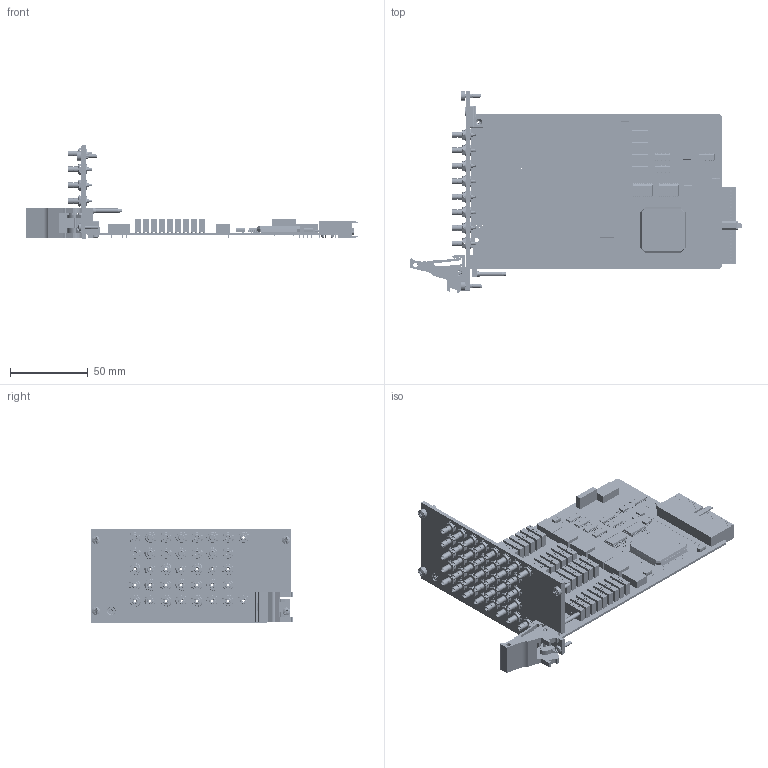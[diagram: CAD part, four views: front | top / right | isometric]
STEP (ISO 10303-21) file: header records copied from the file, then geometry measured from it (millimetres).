
FILE_DESCRIPTION (( 'STEP AP214' ), '1' );
FILE_NAME ('40-735-912-S4 PXI 36CH DATACOMS MUX SMB Module.STEP', '2013-09-20T14:29:07', ( 'admin' ), ( '' ), 'SwSTEP 2.0', 'SolidWorks 2012', '' );
FILE_SCHEMA (( 'AUTOMOTIVE_DESIGN' ));
Length unit declared in the file: millimetre
Products named in the file (1): 40-735-912-S4 PXI 36CH DATACOMS MUX SMB Module
Bounding box: 214.01 x 129.87 x 60 mm (x, y, z)
Surface area: 97787.9 mm2 (no closed solid volume)
Topology: 0 solids, 2143 shells, 7673 faces, 43486 edges, 37050 vertices
Faces by surface type: plane 5078, cylinder 1392, cone 564, torus 477, sphere 113, bspline 49
Full cylindrical faces by diameter (mm): 0.106 x15, 0.146 x1, 0.16 x2, 0.187 x2, 0.6 x110, 0.635 x6, 0.7 x1, 0.762 x6, 1 x98, 1.065 x1, 1.2 x37, 1.496 x2, 1.5 x37, 2 x7, 2.05 x1, 2.35 x37, 2.497 x1, 2.5 x43, 2.6 x1, 2.7 x2, 2.8 x1, 3 x3, 3.3 x37, 3.411 x26, 3.7 x74, 4.7 x1, 5 x6, 5.3 x3, 5.9 x1, 6 x3
Entity records: 601657 total; most frequent: CARTESIAN_POINT 211100, DIRECTION 54726, ORIENTED_EDGE 50500, EDGE_CURVE 42237, VERTEX_POINT 36786, LINE 25992, VECTOR 25992, AXIS2_PLACEMENT_3D 14367
